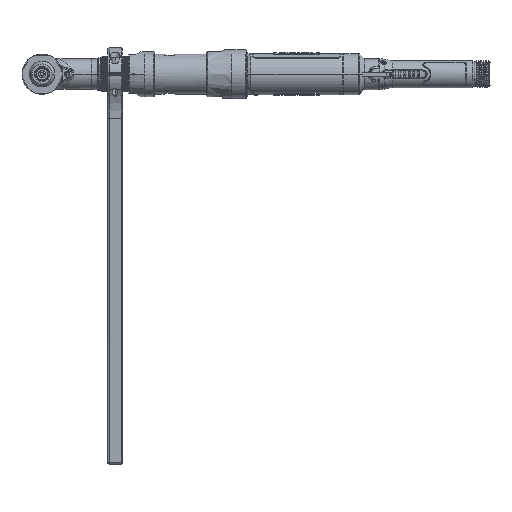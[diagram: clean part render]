
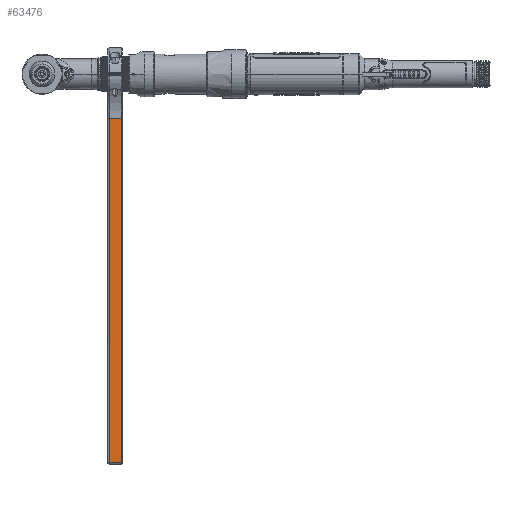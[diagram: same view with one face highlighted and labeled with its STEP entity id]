
A CAD part, top view. The second image highlights one B-rep face of the part: STEP entity #63476.
In plain terms, the highlighted planar face has unit normal (0, 0, 1).
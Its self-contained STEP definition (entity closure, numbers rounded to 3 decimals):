
#61387=DIRECTION('',(-1.,0.,0.));
#61388=VECTOR('',#61387,0.63);
#61389=CARTESIAN_POINT('',(-5.891,-2.289,0.588));
#61390=LINE('',#61389,#61388);
#61757=DIRECTION('',(0.,1.,0.));
#61758=VECTOR('',#61757,17.651);
#61759=CARTESIAN_POINT('',(-6.521,-19.94,0.588));
#61760=LINE('',#61759,#61758);
#61873=DIRECTION('',(0.,-1.,0.));
#61874=VECTOR('',#61873,17.651);
#61875=CARTESIAN_POINT('',(-5.891,-2.289,0.588));
#61876=LINE('',#61875,#61874);
#61969=DIRECTION('',(1.,0.,0.));
#61970=VECTOR('',#61969,0.63);
#61971=CARTESIAN_POINT('',(-6.521,-19.94,0.588));
#61972=LINE('',#61971,#61970);
#62739=CARTESIAN_POINT('',(-6.521,-19.94,0.588));
#62740=CARTESIAN_POINT('',(-6.521,-2.289,0.588));
#62741=VERTEX_POINT('',#62739);
#62742=VERTEX_POINT('',#62740);
#62782=CARTESIAN_POINT('',(-5.891,-2.289,0.588));
#62783=CARTESIAN_POINT('',(-5.891,-19.94,0.588));
#62784=VERTEX_POINT('',#62782);
#62785=VERTEX_POINT('',#62783);
#63461=CARTESIAN_POINT('',(-5.831,-20.,0.588));
#63462=DIRECTION('',(0.,0.,1.));
#63463=DIRECTION('',(0.,1.,0.));
#63464=AXIS2_PLACEMENT_3D('',#63461,#63462,#63463);
#63465=PLANE('',#63464);
#63467=ORIENTED_EDGE('',*,*,#63466,.T.);
#63469=ORIENTED_EDGE('',*,*,#63468,.F.);
#63471=ORIENTED_EDGE('',*,*,#63470,.T.);
#63473=ORIENTED_EDGE('',*,*,#63472,.F.);
#63474=EDGE_LOOP('',(#63467,#63469,#63471,#63473));
#63475=FACE_OUTER_BOUND('',#63474,.F.);
#63476=ADVANCED_FACE('',(#63475),#63465,.T.);
#63466=EDGE_CURVE('',#62741,#62742,#61760,.T.);
#63468=EDGE_CURVE('',#62784,#62742,#61390,.T.);
#63470=EDGE_CURVE('',#62784,#62785,#61876,.T.);
#63472=EDGE_CURVE('',#62741,#62785,#61972,.T.);
